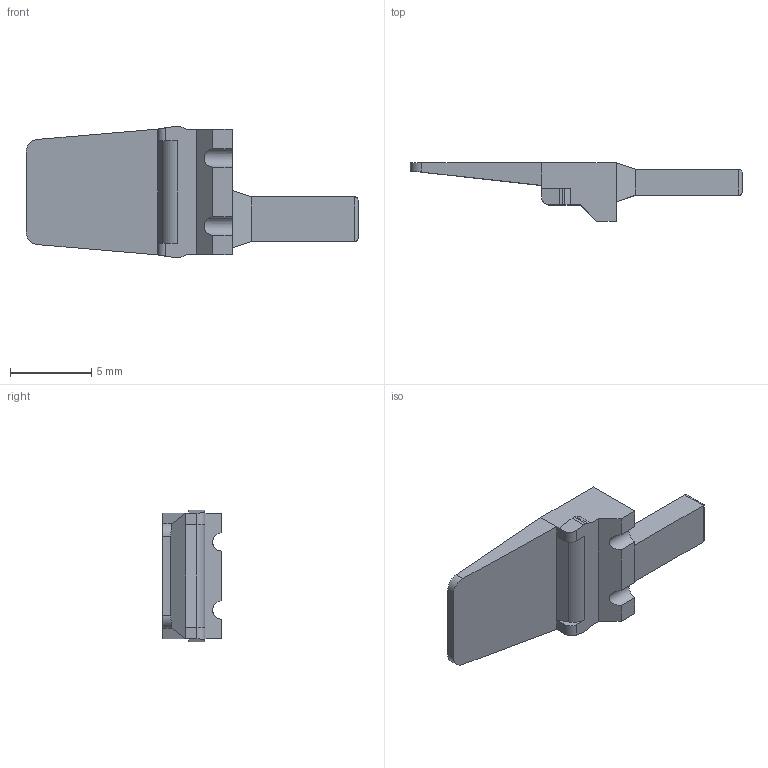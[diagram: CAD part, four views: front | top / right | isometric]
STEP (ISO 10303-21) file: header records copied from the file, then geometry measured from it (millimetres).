
FILE_DESCRIPTION((''),'2;1');
FILE_NAME('AWM-2P','2014-11-03T',('Orion.Li'),(''),'PRO/ENGINEER BY PARAMETRIC TECHNOLOGY CORPORATION, 2013230','PRO/ENGINEER BY PARAMETRIC TECHNOLOGY CORPORATION, 2013230','');
FILE_SCHEMA(('CONFIG_CONTROL_DESIGN'));
Length unit declared in the file: millimetre
Products named in the file (1): AWM-2P
Bounding box: 20.45 x 3.6 x 8.1 mm (x, y, z)
Volume: 193.5 mm3; surface area: 334.3 mm2
Topology: 1 solids, 1 shells, 48 faces, 122 edges, 76 vertices
Faces by surface type: plane 35, cylinder 13
Entity records: 1560 total; most frequent: CARTESIAN_POINT 378, ORIENTED_EDGE 244, DIRECTION 220, EDGE_CURVE 122, VECTOR 100, LINE 100, VERTEX_POINT 76, AXIS2_PLACEMENT_3D 60
